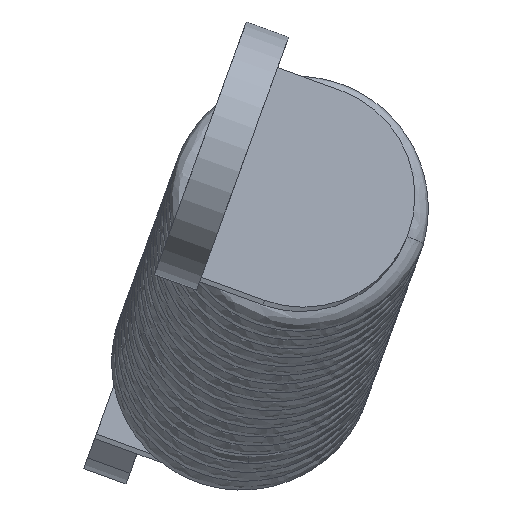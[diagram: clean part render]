
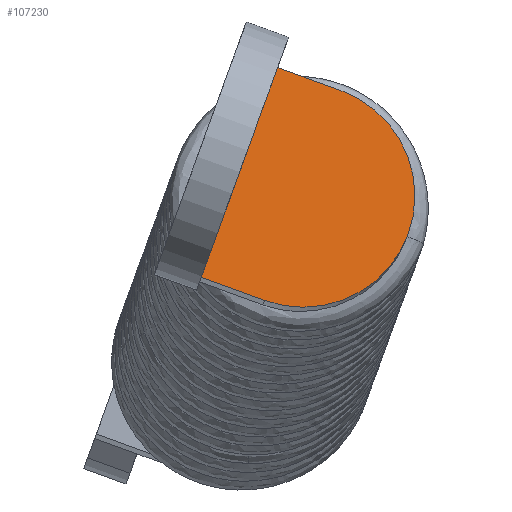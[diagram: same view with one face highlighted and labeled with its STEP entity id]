
A CAD part, front view. The second image highlights one B-rep face of the part: STEP entity #107230.
In plain terms, the highlighted face is planar.
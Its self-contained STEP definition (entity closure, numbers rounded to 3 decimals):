
#94830=CARTESIAN_POINT('',(0.,12.5,195.));
#94840=VERTEX_POINT('',#94830);
#94870=CARTESIAN_POINT('',(0.,0.,195.));
#94880=DIRECTION('',(0.,0.,1.));
#94890=DIRECTION('',(-1.,0.,0.));
#94900=AXIS2_PLACEMENT_3D('',#94870,#94880,#94890);
#94910=CIRCLE('',#94900,12.5);
#94920=CARTESIAN_POINT('',(0.,-12.5,195.));
#94930=VERTEX_POINT('',#94920);
#94940=EDGE_CURVE('',#94840,#94930,#94910,.T.);
#104740=CARTESIAN_POINT('',(0.,12.5,195.));
#104750=DIRECTION('',(1.,0.,0.));
#104760=VECTOR('',#104750,1.);
#104770=LINE('',#104740,#104760);
#104780=CARTESIAN_POINT('',(7.5,12.5,195.));
#104790=VERTEX_POINT('',#104780);
#104800=EDGE_CURVE('',#94840,#104790,#104770,.T.);
#105890=CARTESIAN_POINT('',(7.5,-12.5,195.));
#105900=DIRECTION('',(-1.,0.,0.));
#105910=VECTOR('',#105900,1.);
#105920=LINE('',#105890,#105910);
#105930=CARTESIAN_POINT('',(7.5,-12.5,195.));
#105940=VERTEX_POINT('',#105930);
#105950=EDGE_CURVE('',#105940,#94930,#105920,.T.);
#106430=CARTESIAN_POINT('',(7.5,-12.5,195.));
#106440=DIRECTION('',(0.,1.,0.));
#106450=VECTOR('',#106440,1.);
#106460=LINE('',#106430,#106450);
#106470=EDGE_CURVE('',#105940,#104790,#106460,.T.);
#107120=CARTESIAN_POINT('',(0.,0.,195.));
#107130=DIRECTION('',(0.,0.,1.));
#107140=DIRECTION('',(-1.,0.,0.));
#107150=AXIS2_PLACEMENT_3D('',#107120,#107130,#107140);
#107160=PLANE('',#107150);
#107170=ORIENTED_EDGE('',*,*,#105950,.F.);
#107180=ORIENTED_EDGE('',*,*,#94940,.T.);
#107190=ORIENTED_EDGE('',*,*,#104800,.F.);
#107200=ORIENTED_EDGE('',*,*,#106470,.T.);
#107210=EDGE_LOOP('',(#107200,#107190,#107180,#107170));
#107220=FACE_OUTER_BOUND('',#107210,.T.);
#107230=ADVANCED_FACE('',(#107220),#107160,.T.);
